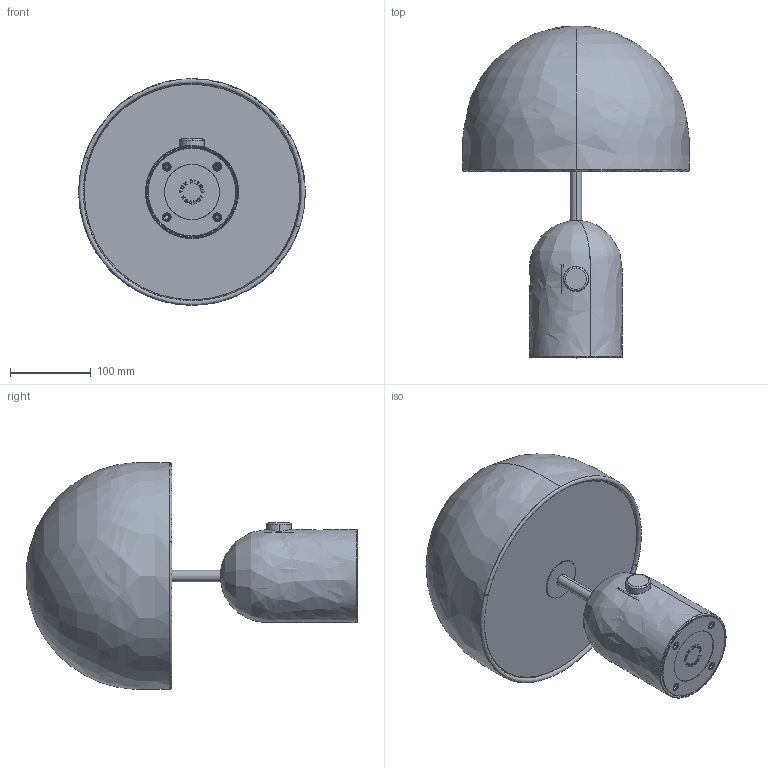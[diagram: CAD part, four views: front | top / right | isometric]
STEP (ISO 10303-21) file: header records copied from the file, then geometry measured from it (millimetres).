
FILE_DESCRIPTION(/* description */ (''),/* implementation_level */ '2;1');
FILE_NAME(/* name */ 'Small Table',/* time_stamp */ '2022-07-13T11:16:45+01:00',/* author */ (''),/* organization */ (''),/* preprocessor_version */ 'ST-DEVELOPER v16.5',/* originating_system */ '',/* authorisation */ '');
FILE_SCHEMA (('AUTOMOTIVE_DESIGN'));
Length unit declared in the file: millimetre
Products named in the file (1): Document
Bounding box: 280 x 410 x 280 mm (x, y, z)
Volume: 218071 mm3; surface area: 642344.1 mm2
Topology: 11 solids, 14 shells, 388 faces, 978 edges, 643 vertices
Faces by surface type: bspline 230, plane 158
Entity records: 14337 total; most frequent: CARTESIAN_POINT 8148, ORIENTED_EDGE 1948, EDGE_CURVE 974, VERTEX_POINT 643, B_SPLINE_CURVE_WITH_KNOTS 606, EDGE_LOOP 463, ADVANCED_FACE 388, FACE_OUTER_BOUND 388
